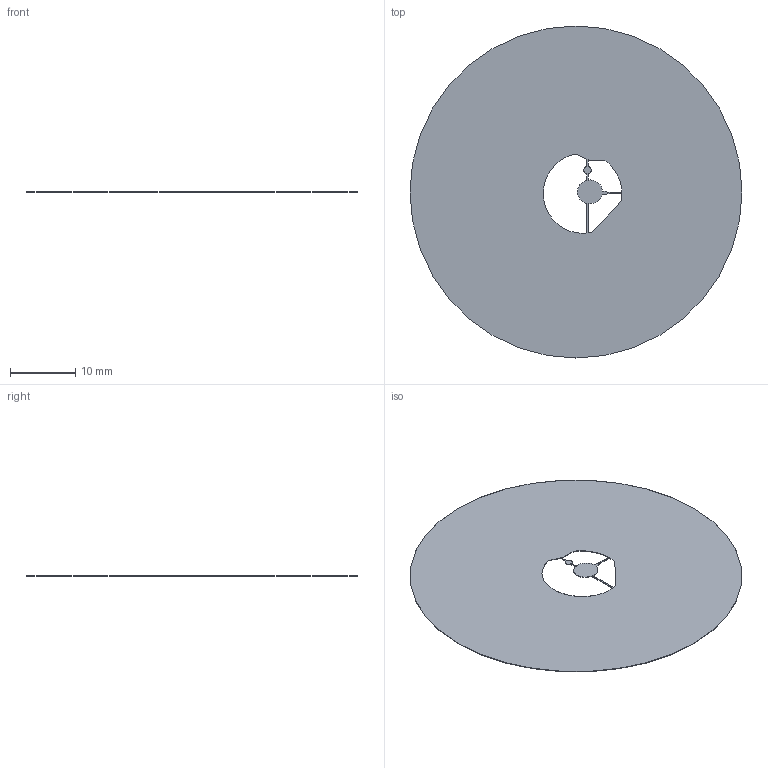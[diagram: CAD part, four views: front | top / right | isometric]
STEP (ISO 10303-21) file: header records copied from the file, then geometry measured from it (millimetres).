
FILE_DESCRIPTION (( 'STEP AP214' ), '1' );
FILE_NAME ('D1900030-v2,Y-003.STEP', '2019-01-31T15:33:51', ( '' ), ( '' ), 'SwSTEP 2.0', 'SolidWorks 2018', '' );
FILE_SCHEMA (( 'AUTOMOTIVE_DESIGN' ));
Length unit declared in the file: inch
Products named in the file (1): D1900030-v2,Y-003
Bounding box: 50.8 x 50.8 x 0.08 mm (x, y, z)
Volume: 147.2 mm3; surface area: 3881.6 mm2
Topology: 1 solids, 1 shells, 40 faces, 114 edges, 76 vertices
Faces by surface type: bspline 24, plane 14, cylinder 2
Entity records: 1478 total; most frequent: CARTESIAN_POINT 543, ORIENTED_EDGE 228, EDGE_CURVE 114, DIRECTION 104, VERTEX_POINT 76, LINE 62, VECTOR 62, B_SPLINE_CURVE_WITH_KNOTS 48
